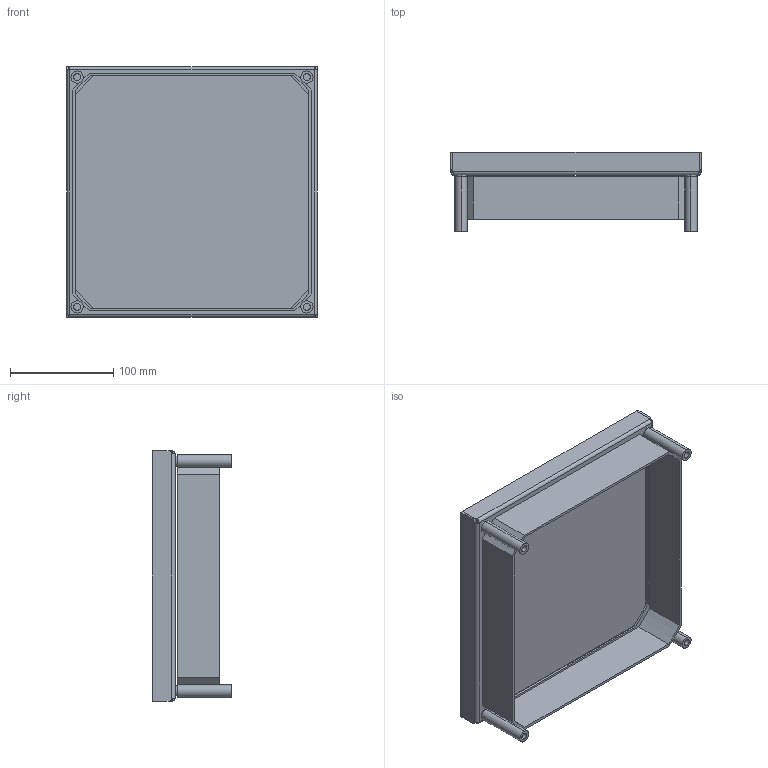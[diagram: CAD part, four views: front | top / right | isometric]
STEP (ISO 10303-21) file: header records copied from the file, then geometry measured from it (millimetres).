
FILE_DESCRIPTION((''),'2;1');
FILE_NAME('EKQ120BL15_ASM','2024-02-28T16:50:02',('goergem'),(''),'CREO PARAMETRIC BY PTC INC, 2022281','CREO PARAMETRIC BY PTC INC, 2022281','');
FILE_SCHEMA(('AUTOMOTIVE_DESIGN { 1 0 10303 214 1 1 1 1 }'));
Length unit declared in the file: millimetre
Products named in the file (8): T-00626_1; T-00632_1; T-00625_1; T-00823_ASM_1_ASM; T-00610_1; T-00866_ASM_1_ASM; T-00939_ASM_1_ASM; EKQ120BL15_ASM
Assembly tree (10 placements, depth 4):
  EKQ120BL15_ASM
    T-00939_ASM_1_ASM
      T-00823_ASM_1_ASM
        T-00626_1
        T-00632_1  x4
        T-00625_1
      T-00866_ASM_1_ASM
        T-00610_1
Bounding box: 243 x 77 x 243 mm (x, y, z)
Volume: 295627.8 mm3; surface area: 290385 mm2
Topology: 7 solids, 7 shells, 166 faces, 368 edges, 224 vertices
Faces by surface type: plane 110, cylinder 56
Entity records: 5746 total; most frequent: DIRECTION 793, CARTESIAN_POINT 729, ORIENTED_EDGE 592, EDGE_CURVE 296, AXIS2_PLACEMENT_3D 270, VECTOR 232, LINE 232, COLOUR_RGB 214
